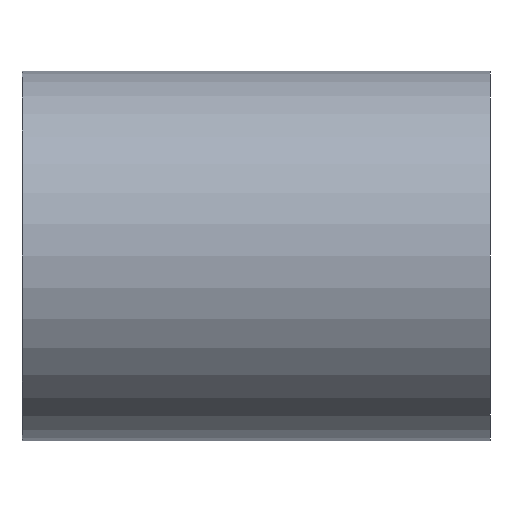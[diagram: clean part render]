
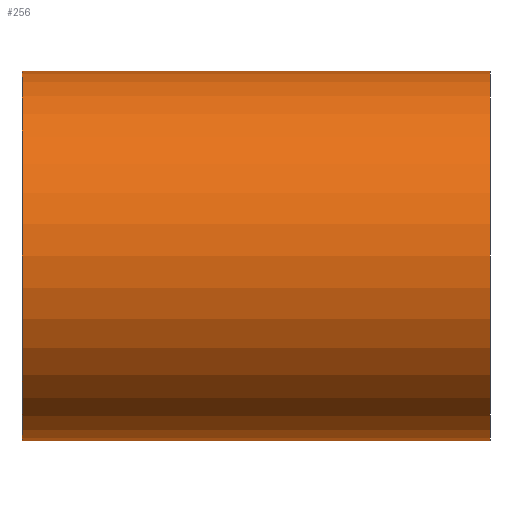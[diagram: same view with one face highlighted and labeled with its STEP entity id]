
A CAD part, front view. The second image highlights one B-rep face of the part: STEP entity #256.
In plain terms, the highlighted cylindrical face has radius 15.4 mm (diameter 30.8 mm), a partial arc.
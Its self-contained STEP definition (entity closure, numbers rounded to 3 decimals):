
#4 = ORIENTED_EDGE ( 'NONE', *, *, #159, .F. ) ;
#11 = EDGE_LOOP ( 'NONE', ( #53, #141, #207, #4 ) ) ;
#12 = DIRECTION ( 'NONE',  ( 0., 0., 1. ) ) ;
#22 = CARTESIAN_POINT ( 'NONE',  ( -39., 0., -15.4 ) ) ;
#26 = EDGE_CURVE ( 'NONE', #46, #131, #33, .T. ) ;
#33 = LINE ( 'NONE', #203, #245 ) ;
#36 = CIRCLE ( 'NONE', #266, 15.4 ) ;
#43 = DIRECTION ( 'NONE',  ( -1., 0., 0. ) ) ;
#46 = VERTEX_POINT ( 'NONE', #163 ) ;
#53 = ORIENTED_EDGE ( 'NONE', *, *, #83, .F. ) ;
#60 = DIRECTION ( 'NONE',  ( -1., 0., 0. ) ) ;
#71 = VERTEX_POINT ( 'NONE', #253 ) ;
#74 = FACE_OUTER_BOUND ( 'NONE', #11, .T. ) ;
#83 = EDGE_CURVE ( 'NONE', #71, #113, #210, .T. ) ;
#86 = CARTESIAN_POINT ( 'NONE',  ( -39., 0., 15.4 ) ) ;
#89 = CARTESIAN_POINT ( 'NONE',  ( -61.275, 0., 0. ) ) ;
#110 = DIRECTION ( 'NONE',  ( -1., 0., 0. ) ) ;
#112 = CARTESIAN_POINT ( 'NONE',  ( 0., 0., 0. ) ) ;
#113 = VERTEX_POINT ( 'NONE', #22 ) ;
#120 = CIRCLE ( 'NONE', #257, 15.4 ) ;
#131 = VERTEX_POINT ( 'NONE', #86 ) ;
#141 = ORIENTED_EDGE ( 'NONE', *, *, #264, .T. ) ;
#142 = DIRECTION ( 'NONE',  ( 0., 0., 1. ) ) ;
#143 = DIRECTION ( 'NONE',  ( -1., 0., 0. ) ) ;
#159 = EDGE_CURVE ( 'NONE', #113, #131, #36, .T. ) ;
#163 = CARTESIAN_POINT ( 'NONE',  ( 0., 0., 15.4 ) ) ;
#169 = VECTOR ( 'NONE', #143, 1000. ) ;
#187 = CARTESIAN_POINT ( 'NONE',  ( -39., 0., 0. ) ) ;
#203 = CARTESIAN_POINT ( 'NONE',  ( -61.275, 0., 15.4 ) ) ;
#207 = ORIENTED_EDGE ( 'NONE', *, *, #26, .T. ) ;
#210 = LINE ( 'NONE', #252, #169 ) ;
#215 = CYLINDRICAL_SURFACE ( 'NONE', #249, 15.4 ) ;
#226 = DIRECTION ( 'NONE',  ( -1., 0., 0. ) ) ;
#241 = DIRECTION ( 'NONE',  ( 0., 0., 1. ) ) ;
#245 = VECTOR ( 'NONE', #226, 1000. ) ;
#249 = AXIS2_PLACEMENT_3D ( 'NONE', #89, #60, #241 ) ;
#252 = CARTESIAN_POINT ( 'NONE',  ( -61.275, 0., -15.4 ) ) ;
#253 = CARTESIAN_POINT ( 'NONE',  ( 0., 0., -15.4 ) ) ;
#256 = ADVANCED_FACE ( 'NONE', ( #74 ), #215, .T. ) ;
#257 = AXIS2_PLACEMENT_3D ( 'NONE', #112, #110, #12 ) ;
#264 = EDGE_CURVE ( 'NONE', #71, #46, #120, .T. ) ;
#266 = AXIS2_PLACEMENT_3D ( 'NONE', #187, #43, #142 ) ;
